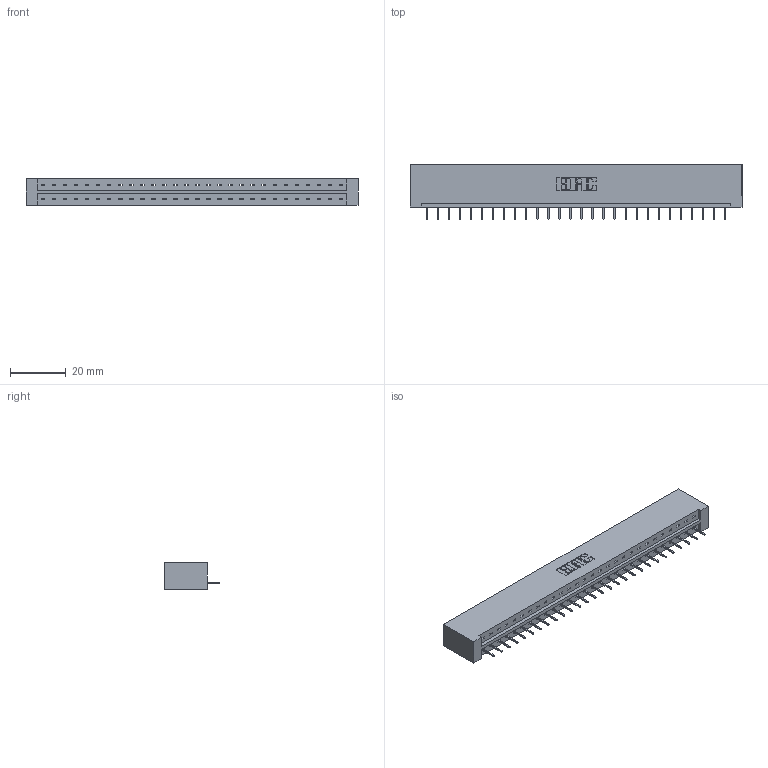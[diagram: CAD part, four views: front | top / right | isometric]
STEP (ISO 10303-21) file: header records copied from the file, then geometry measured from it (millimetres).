
FILE_DESCRIPTION (( 'STEP AP203' ), '1' );
FILE_NAME ('333-028-524-101.STEP', '2018-08-02T14:50:36', ( '' ), ( '' ), 'SwSTEP 2.0', 'SolidWorks 2016', '' );
FILE_SCHEMA (( 'CONFIG_CONTROL_DESIGN' ));
Length unit declared in the file: inch
Products named in the file (3): 333 Part_Lugless; 345-292-001_345-293-124; 333-028-524-101
Assembly tree (29 placements, depth 2):
  333-028-524-101
    333 Part_Lugless
    345-292-001_345-293-124  x28
Bounding box: 119.2 x 19.69 x 9.4 mm (x, y, z)
Volume: 12376.8 mm3; surface area: 12876.3 mm2
Topology: 29 solids, 29 shells, 1842 faces, 5327 edges, 3438 vertices
Faces by surface type: plane 1410, cylinder 432
Entity records: 18725 total; most frequent: CARTESIAN_POINT 3238, ORIENTED_EDGE 3202, DIRECTION 2753, EDGE_CURVE 1601, VECTOR 1485, LINE 1485, VERTEX_POINT 1062, AXIS2_PLACEMENT_3D 634
